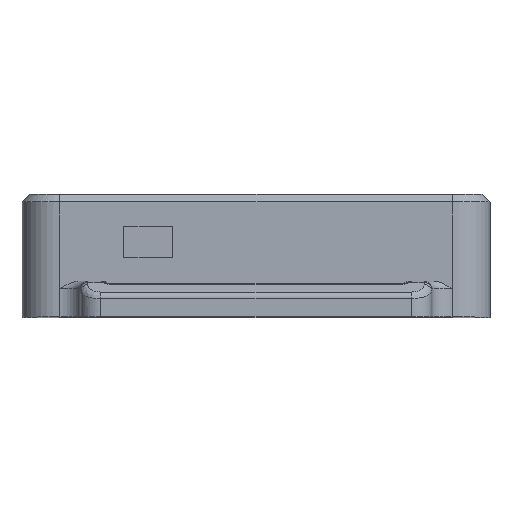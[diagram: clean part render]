
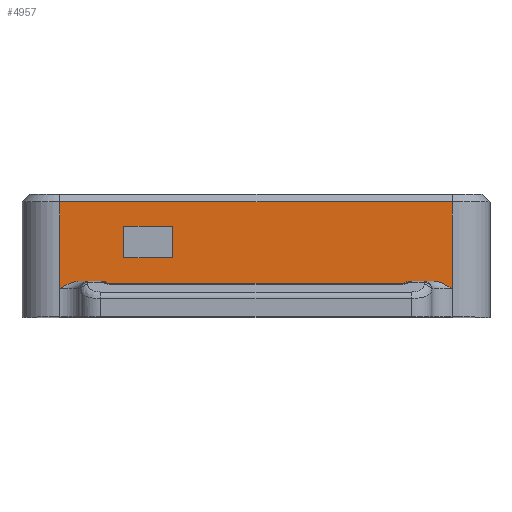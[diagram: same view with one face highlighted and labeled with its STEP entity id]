
A CAD part, top view. The second image highlights one B-rep face of the part: STEP entity #4957.
In plain terms, the highlighted planar face has unit normal (0, 0, 1).
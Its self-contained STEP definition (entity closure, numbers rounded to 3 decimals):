
#53=B_SPLINE_CURVE_WITH_KNOTS('',3,(#7708,#7709,#7710,#7711,#7712,#7713),
 .UNSPECIFIED.,.F.,.F.,(4,2,4),(0.,0.073,0.117),
 .UNSPECIFIED.);
#54=B_SPLINE_CURVE_WITH_KNOTS('',3,(#7731,#7732,#7733,#7734,#7735,#7736),
 .UNSPECIFIED.,.F.,.F.,(4,2,4),(0.283,0.328,0.401),
 .UNSPECIFIED.);
#59=B_SPLINE_CURVE_WITH_KNOTS('',3,(#7943,#7944,#7945,#7946,#7947,#7948),
 .UNSPECIFIED.,.F.,.F.,(4,2,4),(0.,0.162,0.259),
 .UNSPECIFIED.);
#60=B_SPLINE_CURVE_WITH_KNOTS('',3,(#8017,#8018,#8019,#8020,#8021,#8022),
 .UNSPECIFIED.,.F.,.F.,(4,2,4),(0.606,0.703,0.865),
 .UNSPECIFIED.);
#78=FACE_BOUND('',#796,.T.);
#511=FACE_OUTER_BOUND('',#795,.T.);
#795=EDGE_LOOP('',(#3607,#3608,#3609,#3610,#3611,#3612,#3613,#3614,#3615,
#3616,#3617,#3618));
#796=EDGE_LOOP('',(#3619,#3620,#3621,#3622));
#1099=LINE('',#7747,#1595);
#1101=LINE('',#7754,#1597);
#1117=LINE('',#8027,#1613);
#1121=LINE('',#8037,#1617);
#1123=LINE('',#8043,#1619);
#1124=LINE('',#8045,#1620);
#1125=LINE('',#8047,#1621);
#1126=LINE('',#8048,#1622);
#1127=LINE('',#8051,#1623);
#1128=LINE('',#8053,#1624);
#1129=LINE('',#8055,#1625);
#1130=LINE('',#8056,#1626);
#1595=VECTOR('',#5993,10.);
#1597=VECTOR('',#6001,10.);
#1613=VECTOR('',#6113,10.);
#1617=VECTOR('',#6123,10.);
#1619=VECTOR('',#6133,10.);
#1620=VECTOR('',#6134,10.);
#1621=VECTOR('',#6135,10.);
#1622=VECTOR('',#6136,10.);
#1623=VECTOR('',#6137,10.);
#1624=VECTOR('',#6138,10.);
#1625=VECTOR('',#6139,10.);
#1626=VECTOR('',#6140,10.);
#2123=VERTEX_POINT('',#7706);
#2124=VERTEX_POINT('',#7707);
#2128=VERTEX_POINT('',#7729);
#2129=VERTEX_POINT('',#7730);
#2132=VERTEX_POINT('',#7746);
#2134=VERTEX_POINT('',#7752);
#2153=VERTEX_POINT('',#7941);
#2154=VERTEX_POINT('',#7942);
#2159=VERTEX_POINT('',#8016);
#2162=VERTEX_POINT('',#8035);
#2163=VERTEX_POINT('',#8044);
#2164=VERTEX_POINT('',#8046);
#2165=VERTEX_POINT('',#8049);
#2166=VERTEX_POINT('',#8050);
#2167=VERTEX_POINT('',#8052);
#2168=VERTEX_POINT('',#8054);
#2633=EDGE_CURVE('',#2123,#2124,#53,.F.);
#2642=EDGE_CURVE('',#2128,#2129,#54,.F.);
#2648=EDGE_CURVE('',#2124,#2132,#1099,.T.);
#2652=EDGE_CURVE('',#2123,#2134,#1101,.T.);
#2689=EDGE_CURVE('',#2153,#2154,#59,.T.);
#2700=EDGE_CURVE('',#2159,#2134,#60,.F.);
#2703=EDGE_CURVE('',#2154,#2129,#1117,.T.);
#2708=EDGE_CURVE('',#2162,#2128,#1121,.T.);
#2711=EDGE_CURVE('',#2132,#2162,#1123,.T.);
#2712=EDGE_CURVE('',#2159,#2163,#1124,.T.);
#2713=EDGE_CURVE('',#2164,#2163,#1125,.T.);
#2714=EDGE_CURVE('',#2153,#2164,#1126,.T.);
#2715=EDGE_CURVE('',#2165,#2166,#1127,.T.);
#2716=EDGE_CURVE('',#2166,#2167,#1128,.T.);
#2717=EDGE_CURVE('',#2167,#2168,#1129,.T.);
#2718=EDGE_CURVE('',#2168,#2165,#1130,.T.);
#3607=ORIENTED_EDGE('',*,*,#2708,.F.);
#3608=ORIENTED_EDGE('',*,*,#2711,.F.);
#3609=ORIENTED_EDGE('',*,*,#2648,.F.);
#3610=ORIENTED_EDGE('',*,*,#2633,.F.);
#3611=ORIENTED_EDGE('',*,*,#2652,.T.);
#3612=ORIENTED_EDGE('',*,*,#2700,.F.);
#3613=ORIENTED_EDGE('',*,*,#2712,.T.);
#3614=ORIENTED_EDGE('',*,*,#2713,.F.);
#3615=ORIENTED_EDGE('',*,*,#2714,.F.);
#3616=ORIENTED_EDGE('',*,*,#2689,.T.);
#3617=ORIENTED_EDGE('',*,*,#2703,.T.);
#3618=ORIENTED_EDGE('',*,*,#2642,.F.);
#3619=ORIENTED_EDGE('',*,*,#2715,.T.);
#3620=ORIENTED_EDGE('',*,*,#2716,.T.);
#3621=ORIENTED_EDGE('',*,*,#2717,.T.);
#3622=ORIENTED_EDGE('',*,*,#2718,.T.);
#4754=PLANE('',#5347);
#4957=ADVANCED_FACE('',(#511,#78),#4754,.T.);
#5347=AXIS2_PLACEMENT_3D('',#8042,#6131,#6132);
#5993=DIRECTION('',(0.,-1.,0.));
#6001=DIRECTION('',(1.,0.,0.));
#6113=DIRECTION('',(1.,0.,0.));
#6123=DIRECTION('',(0.,1.,0.));
#6131=DIRECTION('center_axis',(0.,0.,1.));
#6132=DIRECTION('ref_axis',(1.,0.,0.));
#6133=DIRECTION('',(-1.,0.,0.));
#6134=DIRECTION('',(0.,1.,0.));
#6135=DIRECTION('',(1.,0.,0.));
#6136=DIRECTION('',(0.,1.,0.));
#6137=DIRECTION('',(0.,-1.,0.));
#6138=DIRECTION('',(-1.,0.,0.));
#6139=DIRECTION('',(0.,1.,0.));
#6140=DIRECTION('',(1.,0.,0.));
#7706=CARTESIAN_POINT('',(51.218,4.732,46.5));
#7707=CARTESIAN_POINT('',(50.1,4.232,46.5));
#7708=CARTESIAN_POINT('Ctrl Pts',(50.1,4.232,46.5));
#7709=CARTESIAN_POINT('Ctrl Pts',(50.298,4.372,46.5));
#7710=CARTESIAN_POINT('Ctrl Pts',(50.538,4.538,46.5));
#7711=CARTESIAN_POINT('Ctrl Pts',(50.898,4.688,46.5));
#7712=CARTESIAN_POINT('Ctrl Pts',(51.07,4.732,46.5));
#7713=CARTESIAN_POINT('Ctrl Pts',(51.218,4.732,46.5));
#7729=CARTESIAN_POINT('',(11.7,4.232,46.5));
#7730=CARTESIAN_POINT('',(10.582,4.732,46.5));
#7731=CARTESIAN_POINT('Ctrl Pts',(10.582,4.732,46.5));
#7732=CARTESIAN_POINT('Ctrl Pts',(10.73,4.732,46.5));
#7733=CARTESIAN_POINT('Ctrl Pts',(10.902,4.688,46.5));
#7734=CARTESIAN_POINT('Ctrl Pts',(11.262,4.538,46.5));
#7735=CARTESIAN_POINT('Ctrl Pts',(11.502,4.372,46.5));
#7736=CARTESIAN_POINT('Ctrl Pts',(11.7,4.232,46.5));
#7746=CARTESIAN_POINT('',(50.1,0.,46.5));
#7747=CARTESIAN_POINT('',(50.1,1.183,46.5));
#7752=CARTESIAN_POINT('',(54.27,4.732,46.5));
#7754=CARTESIAN_POINT('',(2.5,4.732,46.5));
#7941=CARTESIAN_POINT('',(5.,3.732,46.5));
#7942=CARTESIAN_POINT('',(7.53,4.732,46.5));
#7943=CARTESIAN_POINT('Ctrl Pts',(5.,3.732,46.5));
#7944=CARTESIAN_POINT('Ctrl Pts',(5.462,4.013,46.5));
#7945=CARTESIAN_POINT('Ctrl Pts',(6.02,4.347,46.5));
#7946=CARTESIAN_POINT('Ctrl Pts',(6.831,4.645,46.5));
#7947=CARTESIAN_POINT('Ctrl Pts',(7.207,4.732,46.5));
#7948=CARTESIAN_POINT('Ctrl Pts',(7.53,4.732,46.5));
#8016=CARTESIAN_POINT('',(56.8,3.732,46.5));
#8017=CARTESIAN_POINT('Ctrl Pts',(54.27,4.732,46.5));
#8018=CARTESIAN_POINT('Ctrl Pts',(54.593,4.732,46.5));
#8019=CARTESIAN_POINT('Ctrl Pts',(54.969,4.645,46.5));
#8020=CARTESIAN_POINT('Ctrl Pts',(55.78,4.347,46.5));
#8021=CARTESIAN_POINT('Ctrl Pts',(56.338,4.013,46.5));
#8022=CARTESIAN_POINT('Ctrl Pts',(56.8,3.732,46.5));
#8027=CARTESIAN_POINT('',(2.5,4.732,46.5));
#8035=CARTESIAN_POINT('',(11.7,0.,46.5));
#8037=CARTESIAN_POINT('',(11.7,1.183,46.5));
#8042=CARTESIAN_POINT('Origin',(5.,0.,46.5));
#8043=CARTESIAN_POINT('',(15.45,0.,46.5));
#8044=CARTESIAN_POINT('',(56.8,15.2,46.5));
#8045=CARTESIAN_POINT('',(56.8,0.,46.5));
#8046=CARTESIAN_POINT('',(5.,15.2,46.5));
#8047=CARTESIAN_POINT('',(17.95,15.2,46.5));
#8048=CARTESIAN_POINT('',(5.,0.,46.5));
#8049=CARTESIAN_POINT('',(19.85,12.,46.5));
#8050=CARTESIAN_POINT('',(19.85,7.8,46.5));
#8051=CARTESIAN_POINT('',(19.85,6.,46.5));
#8052=CARTESIAN_POINT('',(13.45,7.8,46.5));
#8053=CARTESIAN_POINT('',(12.425,7.8,46.5));
#8054=CARTESIAN_POINT('',(13.45,12.,46.5));
#8055=CARTESIAN_POINT('',(13.45,3.9,46.5));
#8056=CARTESIAN_POINT('',(9.225,12.,46.5));
